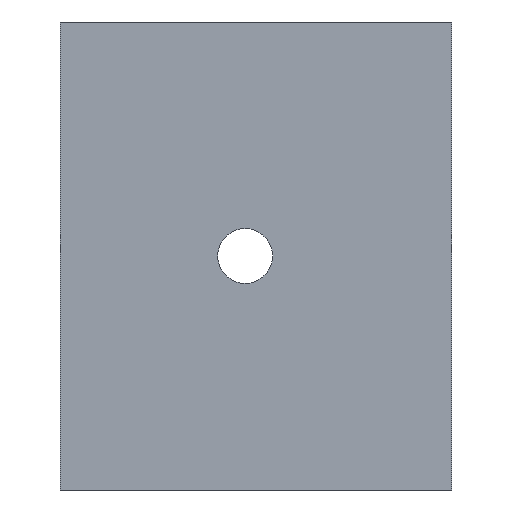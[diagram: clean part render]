
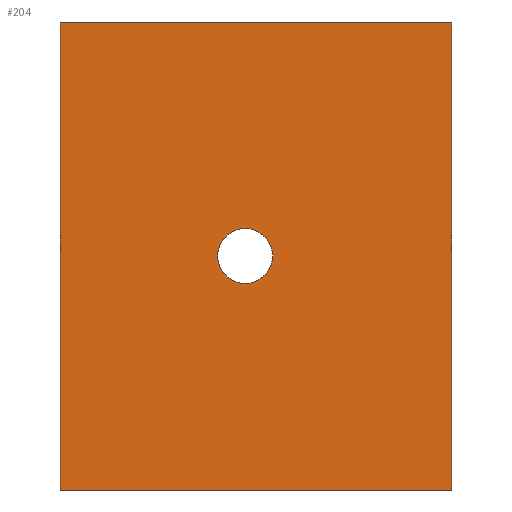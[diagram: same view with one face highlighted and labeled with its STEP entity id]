
A CAD part, front view. The second image highlights one B-rep face of the part: STEP entity #204.
In plain terms, the highlighted planar face has unit normal (0, -1, 0).
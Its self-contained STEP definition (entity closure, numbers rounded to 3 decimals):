
#14 = EDGE_LOOP ( 'NONE', ( #403, #351, #590, #173 ) ) ;
#53 = CIRCLE ( 'NONE', #711, 2.523 ) ;
#61 = CARTESIAN_POINT ( 'NONE',  ( -17., 0., -21.5 ) ) ;
#65 = DIRECTION ( 'NONE',  ( 0., -1., 0. ) ) ;
#105 = VECTOR ( 'NONE', #582, 1000. ) ;
#110 = CARTESIAN_POINT ( 'NONE',  ( 0., 0., 2.523 ) ) ;
#121 = CARTESIAN_POINT ( 'NONE',  ( 0., 0., 0. ) ) ;
#126 = DIRECTION ( 'NONE',  ( 0., 1., 0. ) ) ;
#173 = ORIENTED_EDGE ( 'NONE', *, *, #553, .T. ) ;
#191 = FACE_BOUND ( 'NONE', #522, .T. ) ;
#192 = VERTEX_POINT ( 'NONE', #502 ) ;
#199 = CARTESIAN_POINT ( 'NONE',  ( 19., 0., -21.5 ) ) ;
#200 = CARTESIAN_POINT ( 'NONE',  ( -17., 0., 21.5 ) ) ;
#204 = ADVANCED_FACE ( 'NONE', ( #191, #315 ), #546, .F. ) ;
#223 = CARTESIAN_POINT ( 'NONE',  ( 0., 0., -2.523 ) ) ;
#224 = EDGE_CURVE ( 'NONE', #237, #659, #380, .T. ) ;
#234 = DIRECTION ( 'NONE',  ( 0., 0., -1. ) ) ;
#236 = CIRCLE ( 'NONE', #359, 2.523 ) ;
#237 = VERTEX_POINT ( 'NONE', #61 ) ;
#239 = VECTOR ( 'NONE', #234, 1000. ) ;
#271 = VERTEX_POINT ( 'NONE', #781 ) ;
#284 = ORIENTED_EDGE ( 'NONE', *, *, #586, .F. ) ;
#286 = VECTOR ( 'NONE', #425, 1000. ) ;
#315 = FACE_OUTER_BOUND ( 'NONE', #14, .T. ) ;
#341 = EDGE_CURVE ( 'NONE', #192, #659, #511, .T. ) ;
#349 = LINE ( 'NONE', #768, #239 ) ;
#351 = ORIENTED_EDGE ( 'NONE', *, *, #341, .F. ) ;
#359 = AXIS2_PLACEMENT_3D ( 'NONE', #121, #65, #424 ) ;
#376 = CARTESIAN_POINT ( 'NONE',  ( 0., 0., 0. ) ) ;
#380 = LINE ( 'NONE', #724, #286 ) ;
#403 = ORIENTED_EDGE ( 'NONE', *, *, #224, .T. ) ;
#424 = DIRECTION ( 'NONE',  ( 0., 0., 1. ) ) ;
#425 = DIRECTION ( 'NONE',  ( 1., 0., 0. ) ) ;
#426 = VERTEX_POINT ( 'NONE', #223 ) ;
#457 = EDGE_CURVE ( 'NONE', #271, #192, #526, .T. ) ;
#502 = CARTESIAN_POINT ( 'NONE',  ( 19., 0., 21.5 ) ) ;
#511 = LINE ( 'NONE', #680, #766 ) ;
#522 = EDGE_LOOP ( 'NONE', ( #709, #284 ) ) ;
#526 = LINE ( 'NONE', #534, #105 ) ;
#534 = CARTESIAN_POINT ( 'NONE',  ( -17., 0., 21.5 ) ) ;
#545 = DIRECTION ( 'NONE',  ( 0., -1., 0. ) ) ;
#546 = PLANE ( 'NONE',  #754 ) ;
#552 = VERTEX_POINT ( 'NONE', #110 ) ;
#553 = EDGE_CURVE ( 'NONE', #271, #237, #349, .T. ) ;
#556 = DIRECTION ( 'NONE',  ( 0., 0., 1. ) ) ;
#582 = DIRECTION ( 'NONE',  ( 1., 0., 0. ) ) ;
#586 = EDGE_CURVE ( 'NONE', #552, #426, #236, .T. ) ;
#590 = ORIENTED_EDGE ( 'NONE', *, *, #457, .F. ) ;
#613 = DIRECTION ( 'NONE',  ( 0., 0., 1. ) ) ;
#659 = VERTEX_POINT ( 'NONE', #199 ) ;
#680 = CARTESIAN_POINT ( 'NONE',  ( 19., 0., 21.5 ) ) ;
#709 = ORIENTED_EDGE ( 'NONE', *, *, #722, .F. ) ;
#711 = AXIS2_PLACEMENT_3D ( 'NONE', #376, #545, #613 ) ;
#722 = EDGE_CURVE ( 'NONE', #426, #552, #53, .T. ) ;
#724 = CARTESIAN_POINT ( 'NONE',  ( -17., 0., -21.5 ) ) ;
#753 = DIRECTION ( 'NONE',  ( 0., 0., -1. ) ) ;
#754 = AXIS2_PLACEMENT_3D ( 'NONE', #200, #126, #556 ) ;
#766 = VECTOR ( 'NONE', #753, 1000. ) ;
#768 = CARTESIAN_POINT ( 'NONE',  ( -17., 0., 21.5 ) ) ;
#781 = CARTESIAN_POINT ( 'NONE',  ( -17., 0., 21.5 ) ) ;
